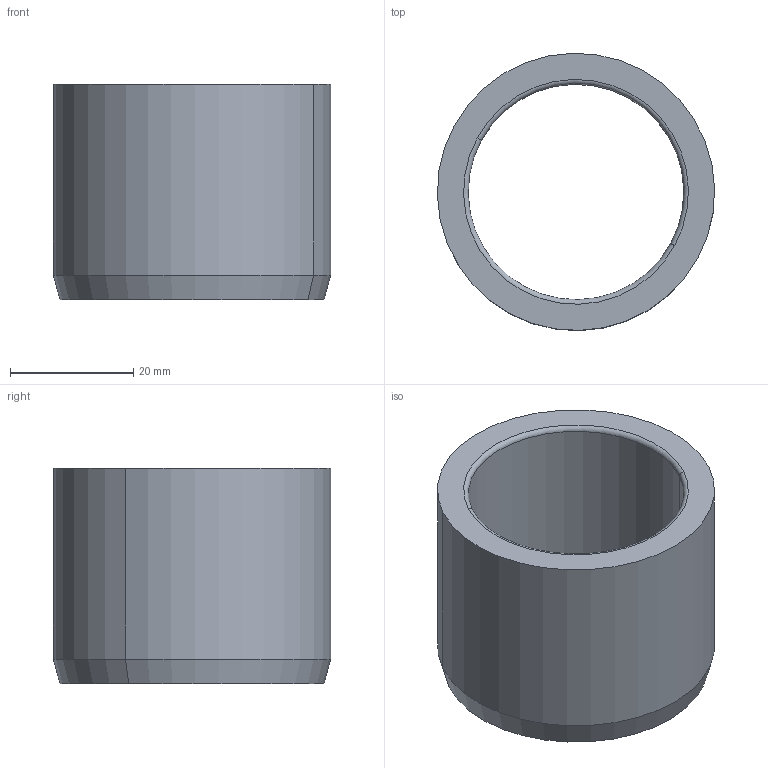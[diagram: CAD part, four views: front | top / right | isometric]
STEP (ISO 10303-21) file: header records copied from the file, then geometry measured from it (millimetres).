
FILE_DESCRIPTION(('CATIA V5 STEP Exchange'),'2;1');
FILE_NAME('RDBG212.354535.stp','2017-03-08T08:21:03+00:00',('none'),('none'),'CATIA Version 5 Release 19 GA (IN-10)','CATIA V5 STEP AP203','none');
FILE_SCHEMA(('CONFIG_CONTROL_DESIGN'));
Length unit declared in the file: millimetre
Products named in the file (1): RDBG212.354535
Bounding box: 44.99 x 44.99 x 35 mm (x, y, z)
Volume: 21666.1 mm3; surface area: 9840.9 mm2
Topology: 1 solids, 1 shells, 12 faces, 27 edges, 21 vertices
Faces by surface type: torus 4, cylinder 4, cone 2, plane 2
Entity records: 352 total; most frequent: CARTESIAN_POINT 56, ORIENTED_EDGE 48, DIRECTION 41, AXIS2_PLACEMENT_3D 26, EDGE_CURVE 24, CIRCLE 18, EDGE_LOOP 14, VERTEX_POINT 14
